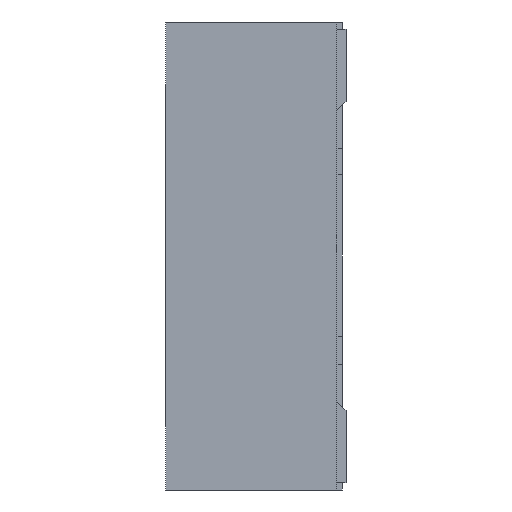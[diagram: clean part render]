
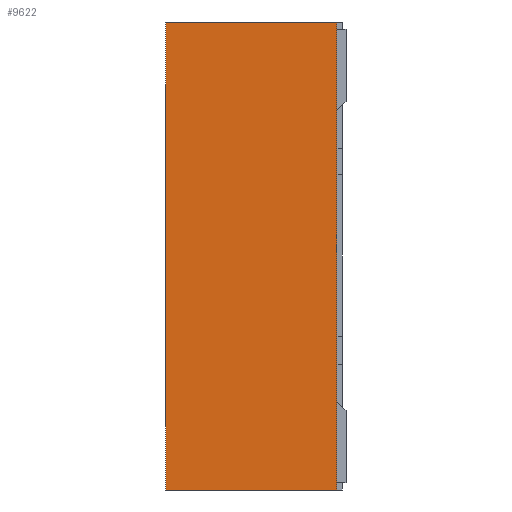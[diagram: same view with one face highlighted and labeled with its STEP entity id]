
A CAD part, left-side view. The second image highlights one B-rep face of the part: STEP entity #9622.
In plain terms, the highlighted planar face has unit normal (-1, 0, 0).
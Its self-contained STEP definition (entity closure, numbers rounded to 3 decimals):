
#934 = VERTEX_POINT('',#935);
#935 = CARTESIAN_POINT('',(-3.55,0.49,-1.3));
#941 = EDGE_CURVE('',#934,#942,#944,.T.);
#942 = VERTEX_POINT('',#943);
#943 = CARTESIAN_POINT('',(-3.55,-0.46,-1.3));
#944 = LINE('',#945,#946);
#945 = CARTESIAN_POINT('',(-3.55,0.49,-1.3));
#946 = VECTOR('',#947,1.);
#947 = DIRECTION('',(0.,-1.,0.));
#2016 = EDGE_CURVE('',#942,#2017,#2019,.T.);
#2017 = VERTEX_POINT('',#2018);
#2018 = CARTESIAN_POINT('',(-3.55,-0.46,1.3));
#2019 = LINE('',#2020,#2021);
#2020 = CARTESIAN_POINT('',(-3.55,-0.46,-1.3));
#2021 = VECTOR('',#2022,1.);
#2022 = DIRECTION('',(0.,0.,1.));
#2220 = EDGE_CURVE('',#2221,#2017,#2223,.T.);
#2221 = VERTEX_POINT('',#2222);
#2222 = CARTESIAN_POINT('',(-3.55,0.49,1.3));
#2223 = LINE('',#2224,#2225);
#2224 = CARTESIAN_POINT('',(-3.55,0.49,1.3));
#2225 = VECTOR('',#2226,1.);
#2226 = DIRECTION('',(0.,-1.,0.));
#7746 = EDGE_CURVE('',#934,#2221,#7747,.T.);
#7747 = LINE('',#7748,#7749);
#7748 = CARTESIAN_POINT('',(-3.55,0.49,-1.3));
#7749 = VECTOR('',#7750,1.);
#7750 = DIRECTION('',(0.,0.,1.));
#9622 = ADVANCED_FACE('',(#9623),#9629,.T.);
#9623 = FACE_BOUND('',#9624,.F.);
#9624 = EDGE_LOOP('',(#9625,#9626,#9627,#9628));
#9625 = ORIENTED_EDGE('',*,*,#2016,.F.);
#9626 = ORIENTED_EDGE('',*,*,#941,.F.);
#9627 = ORIENTED_EDGE('',*,*,#7746,.T.);
#9628 = ORIENTED_EDGE('',*,*,#2220,.T.);
#9629 = PLANE('',#9630);
#9630 = AXIS2_PLACEMENT_3D('',#9631,#9632,#9633);
#9631 = CARTESIAN_POINT('',(-3.55,0.49,-1.3));
#9632 = DIRECTION('',(-1.,0.,0.));
#9633 = DIRECTION('',(0.,-1.,0.));
